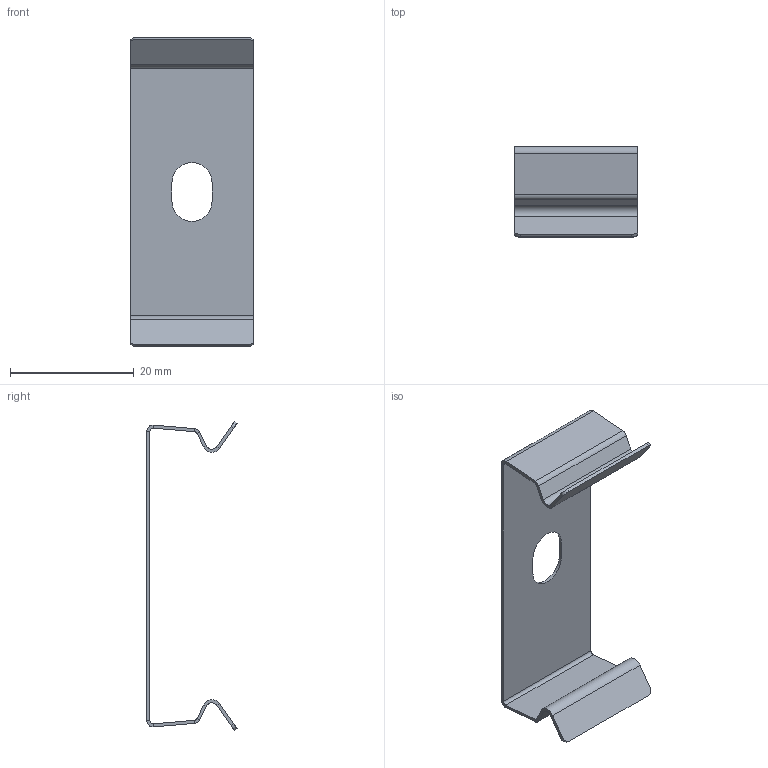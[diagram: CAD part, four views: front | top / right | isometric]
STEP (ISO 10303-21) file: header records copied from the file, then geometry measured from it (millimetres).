
FILE_DESCRIPTION((''),'2;1');
FILE_NAME('244224_SM01_ASM','2024-11-12T10:38:01',('banengservice'),('BANNER ENGINEERING'),'CREO PARAMETRIC BY PTC INC, 2022414','CREO PARAMETRIC BY PTC INC, 2022414','');
FILE_SCHEMA(('CONFIG_CONTROL_DESIGN'));
Length unit declared in the file: millimetre
Products named in the file (2): 244224_EP01; 244224_SM01_ASM
Assembly tree (1 placements, depth 2):
  244224_SM01_ASM
    244224_EP01
Bounding box: 20 x 14.59 x 50.04 mm (x, y, z)
Volume: 816.2 mm3; surface area: 3381.4 mm2
Topology: 1 solids, 1 shells, 62 faces, 148 edges, 88 vertices
Faces by surface type: plane 44, cylinder 18
Entity records: 1839 total; most frequent: DIRECTION 330, CARTESIAN_POINT 301, ORIENTED_EDGE 296, EDGE_CURVE 148, AXIS2_PLACEMENT_3D 117, VECTOR 96, LINE 96, VERTEX_POINT 88
